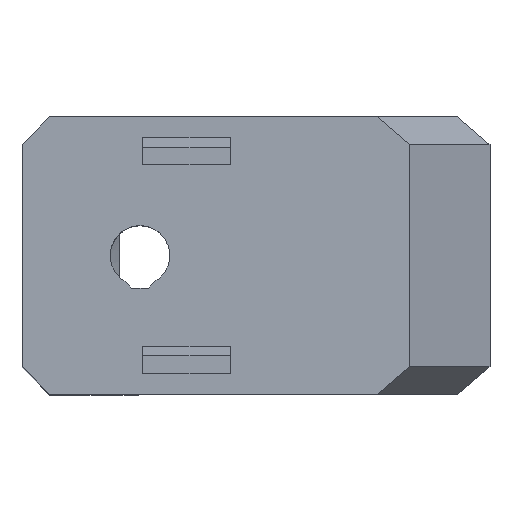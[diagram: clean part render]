
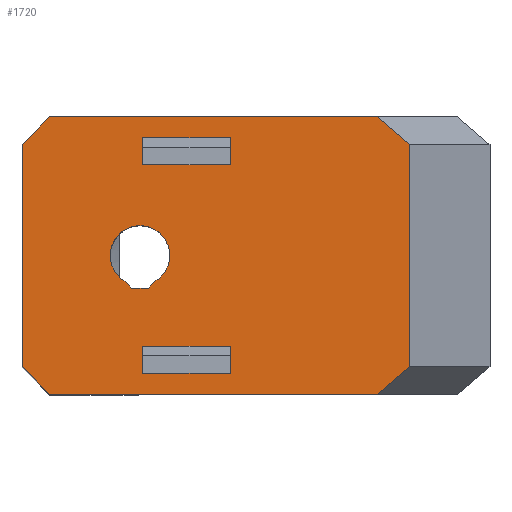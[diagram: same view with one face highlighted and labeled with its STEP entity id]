
A CAD part, top view. The second image highlights one B-rep face of the part: STEP entity #1720.
In plain terms, the highlighted planar face has unit normal (0, 0, 1).
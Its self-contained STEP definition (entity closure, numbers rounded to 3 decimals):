
#35=CIRCLE('',#1824,2.15);
#47=FACE_BOUND('',#158,.T.);
#48=FACE_BOUND('',#159,.T.);
#49=FACE_BOUND('',#160,.T.);
#68=FACE_OUTER_BOUND('',#157,.T.);
#157=EDGE_LOOP('',(#1173,#1174,#1175,#1176,#1177,#1178,#1179,#1180));
#158=EDGE_LOOP('',(#1181,#1182,#1183,#1184));
#159=EDGE_LOOP('',(#1185,#1186,#1187,#1188));
#160=EDGE_LOOP('',(#1189,#1190,#1191,#1192));
#242=LINE('',#2374,#472);
#246=LINE('',#2383,#476);
#251=LINE('',#2393,#481);
#255=LINE('',#2402,#485);
#258=LINE('',#2407,#488);
#259=LINE('',#2409,#489);
#261=LINE('',#2413,#491);
#262=LINE('',#2415,#492);
#268=LINE('',#2429,#498);
#273=LINE('',#2439,#503);
#275=LINE('',#2443,#505);
#276=LINE('',#2445,#506);
#277=LINE('',#2447,#507);
#278=LINE('',#2449,#508);
#279=LINE('',#2451,#509);
#280=LINE('',#2452,#510);
#281=LINE('',#2455,#511);
#282=LINE('',#2457,#512);
#283=LINE('',#2459,#513);
#472=VECTOR('',#1924,10.);
#476=VECTOR('',#1932,10.);
#481=VECTOR('',#1939,10.);
#485=VECTOR('',#1947,10.);
#488=VECTOR('',#1952,10.);
#489=VECTOR('',#1955,10.);
#491=VECTOR('',#1959,10.);
#492=VECTOR('',#1962,10.);
#498=VECTOR('',#1972,10.);
#503=VECTOR('',#1981,10.);
#505=VECTOR('',#1985,10.);
#506=VECTOR('',#1986,10.);
#507=VECTOR('',#1987,10.);
#508=VECTOR('',#1988,10.);
#509=VECTOR('',#1989,10.);
#510=VECTOR('',#1990,10.);
#511=VECTOR('',#1991,10.);
#512=VECTOR('',#1992,10.);
#513=VECTOR('',#1993,10.);
#699=VERTEX_POINT('',#2367);
#702=VERTEX_POINT('',#2372);
#705=VERTEX_POINT('',#2382);
#706=VERTEX_POINT('',#2386);
#709=VERTEX_POINT('',#2391);
#712=VERTEX_POINT('',#2401);
#713=VERTEX_POINT('',#2405);
#714=VERTEX_POINT('',#2411);
#719=VERTEX_POINT('',#2426);
#720=VERTEX_POINT('',#2428);
#723=VERTEX_POINT('',#2438);
#724=VERTEX_POINT('',#2442);
#725=VERTEX_POINT('',#2444);
#726=VERTEX_POINT('',#2446);
#727=VERTEX_POINT('',#2448);
#728=VERTEX_POINT('',#2450);
#729=VERTEX_POINT('',#2453);
#730=VERTEX_POINT('',#2454);
#731=VERTEX_POINT('',#2456);
#732=VERTEX_POINT('',#2458);
#866=EDGE_CURVE('',#699,#702,#242,.T.);
#870=EDGE_CURVE('',#705,#699,#246,.T.);
#875=EDGE_CURVE('',#706,#709,#251,.T.);
#879=EDGE_CURVE('',#712,#706,#255,.T.);
#882=EDGE_CURVE('',#702,#713,#258,.T.);
#883=EDGE_CURVE('',#713,#705,#259,.T.);
#885=EDGE_CURVE('',#709,#714,#261,.T.);
#886=EDGE_CURVE('',#714,#712,#262,.T.);
#892=EDGE_CURVE('',#719,#720,#268,.T.);
#897=EDGE_CURVE('',#723,#720,#273,.T.);
#899=EDGE_CURVE('',#719,#724,#275,.T.);
#900=EDGE_CURVE('',#725,#724,#276,.T.);
#901=EDGE_CURVE('',#725,#726,#277,.T.);
#902=EDGE_CURVE('',#727,#726,#278,.T.);
#903=EDGE_CURVE('',#727,#728,#279,.T.);
#904=EDGE_CURVE('',#723,#728,#280,.T.);
#905=EDGE_CURVE('',#729,#730,#281,.T.);
#906=EDGE_CURVE('',#730,#731,#282,.T.);
#907=EDGE_CURVE('',#731,#732,#283,.T.);
#908=EDGE_CURVE('',#732,#729,#35,.T.);
#1173=ORIENTED_EDGE('',*,*,#892,.F.);
#1174=ORIENTED_EDGE('',*,*,#899,.T.);
#1175=ORIENTED_EDGE('',*,*,#900,.F.);
#1176=ORIENTED_EDGE('',*,*,#901,.T.);
#1177=ORIENTED_EDGE('',*,*,#902,.F.);
#1178=ORIENTED_EDGE('',*,*,#903,.T.);
#1179=ORIENTED_EDGE('',*,*,#904,.F.);
#1180=ORIENTED_EDGE('',*,*,#897,.T.);
#1181=ORIENTED_EDGE('',*,*,#882,.T.);
#1182=ORIENTED_EDGE('',*,*,#883,.T.);
#1183=ORIENTED_EDGE('',*,*,#870,.T.);
#1184=ORIENTED_EDGE('',*,*,#866,.T.);
#1185=ORIENTED_EDGE('',*,*,#885,.T.);
#1186=ORIENTED_EDGE('',*,*,#886,.T.);
#1187=ORIENTED_EDGE('',*,*,#879,.T.);
#1188=ORIENTED_EDGE('',*,*,#875,.T.);
#1189=ORIENTED_EDGE('',*,*,#905,.T.);
#1190=ORIENTED_EDGE('',*,*,#906,.T.);
#1191=ORIENTED_EDGE('',*,*,#907,.T.);
#1192=ORIENTED_EDGE('',*,*,#908,.T.);
#1639=PLANE('',#1823);
#1720=ADVANCED_FACE('',(#68,#47,#48,#49),#1639,.T.);
#1823=AXIS2_PLACEMENT_3D('',#2441,#1983,#1984);
#1824=AXIS2_PLACEMENT_3D('',#2460,#1994,#1995);
#1924=DIRECTION('',(1.,0.,0.));
#1932=DIRECTION('',(0.,1.,0.));
#1939=DIRECTION('',(1.,0.,0.));
#1947=DIRECTION('',(0.,1.,0.));
#1952=DIRECTION('',(0.,-1.,0.));
#1955=DIRECTION('',(-1.,0.,0.));
#1959=DIRECTION('',(0.,-1.,0.));
#1962=DIRECTION('',(-1.,0.,0.));
#1972=DIRECTION('',(0.756,-0.655,0.));
#1981=DIRECTION('',(0.,1.,0.));
#1983=DIRECTION('center_axis',(0.,0.,1.));
#1984=DIRECTION('ref_axis',(1.,0.,0.));
#1985=DIRECTION('',(-1.,0.,0.));
#1986=DIRECTION('',(0.707,0.707,0.));
#1987=DIRECTION('',(0.,-1.,0.));
#1988=DIRECTION('',(-0.707,0.707,0.));
#1989=DIRECTION('',(1.,0.,0.));
#1990=DIRECTION('',(-0.756,-0.655,0.));
#1991=DIRECTION('',(-0.707,-0.707,0.));
#1992=DIRECTION('',(-1.,0.,0.));
#1993=DIRECTION('',(-0.707,0.707,0.));
#1994=DIRECTION('center_axis',(0.,0.,-1.));
#1995=DIRECTION('ref_axis',(1.,0.,0.));
#2367=CARTESIAN_POINT('',(8.7,18.475,20.));
#2372=CARTESIAN_POINT('',(15.,18.475,20.));
#2374=CARTESIAN_POINT('',(15.5,18.475,20.));
#2382=CARTESIAN_POINT('',(8.7,16.525,20.));
#2383=CARTESIAN_POINT('',(8.7,14.237,20.));
#2386=CARTESIAN_POINT('',(8.7,3.475,20.));
#2391=CARTESIAN_POINT('',(15.,3.475,20.));
#2393=CARTESIAN_POINT('',(15.5,3.475,20.));
#2401=CARTESIAN_POINT('',(8.7,1.525,20.));
#2402=CARTESIAN_POINT('',(8.7,6.738,20.));
#2405=CARTESIAN_POINT('',(15.,16.525,20.));
#2407=CARTESIAN_POINT('',(15.,13.263,20.));
#2409=CARTESIAN_POINT('',(12.35,16.525,20.));
#2411=CARTESIAN_POINT('',(15.,1.525,20.));
#2413=CARTESIAN_POINT('',(15.,5.763,20.));
#2415=CARTESIAN_POINT('',(12.35,1.525,20.));
#2426=CARTESIAN_POINT('',(25.633,20.,20.));
#2428=CARTESIAN_POINT('',(27.942,18.,20.));
#2429=CARTESIAN_POINT('',(27.977,17.97,20.));
#2438=CARTESIAN_POINT('',(27.942,2.,20.));
#2439=CARTESIAN_POINT('',(27.942,5.,20.));
#2441=CARTESIAN_POINT('Origin',(16.,10.,20.));
#2442=CARTESIAN_POINT('',(2.,20.,20.));
#2443=CARTESIAN_POINT('',(0.,20.,20.));
#2444=CARTESIAN_POINT('',(0.,18.,20.));
#2445=CARTESIAN_POINT('',(2.5,20.5,20.));
#2446=CARTESIAN_POINT('',(0.,2.,20.));
#2447=CARTESIAN_POINT('',(0.,0.,20.));
#2448=CARTESIAN_POINT('',(2.,0.,20.));
#2449=CARTESIAN_POINT('',(2.5,-0.5,20.));
#2450=CARTESIAN_POINT('',(25.633,0.,20.));
#2451=CARTESIAN_POINT('',(32.,0.,20.));
#2452=CARTESIAN_POINT('',(26.834,1.04,20.));
#2453=CARTESIAN_POINT('',(9.575,8.138,20.));
#2454=CARTESIAN_POINT('',(9.086,7.649,20.));
#2455=CARTESIAN_POINT('',(9.086,7.649,20.));
#2456=CARTESIAN_POINT('',(7.914,7.649,20.));
#2457=CARTESIAN_POINT('',(7.914,7.649,20.));
#2458=CARTESIAN_POINT('',(7.425,8.138,20.));
#2459=CARTESIAN_POINT('',(7.425,8.138,20.));
#2460=CARTESIAN_POINT('Origin',(8.5,10.,20.));
